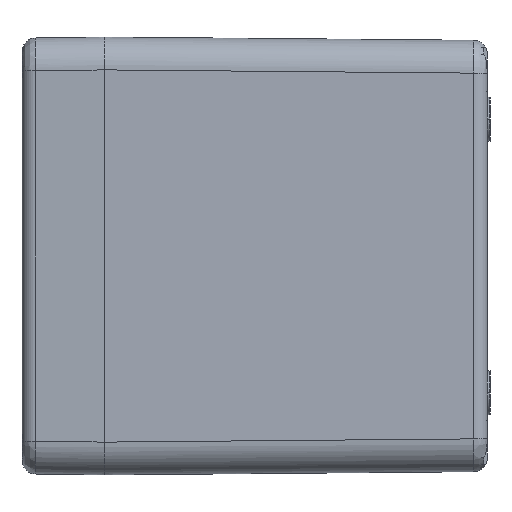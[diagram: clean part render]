
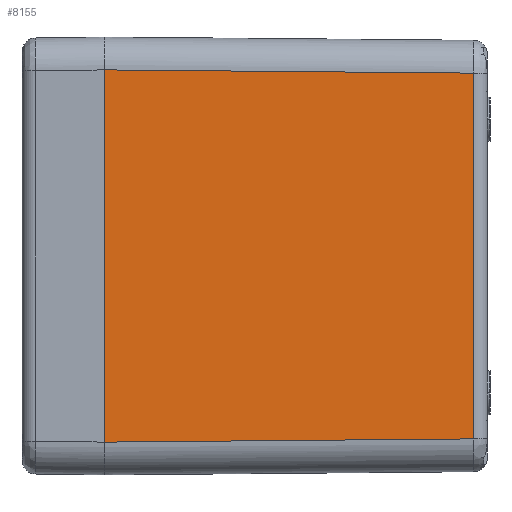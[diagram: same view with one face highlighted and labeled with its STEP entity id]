
A CAD part, left-side view. The second image highlights one B-rep face of the part: STEP entity #8155.
In plain terms, the highlighted planar face has unit normal (-1, -0.009, 0).
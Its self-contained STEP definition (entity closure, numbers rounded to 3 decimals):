
#49=CARTESIAN_POINT('',(-60.,70.,-34.));
#98=CARTESIAN_POINT('',(-60.,70.,34.));
#109=DIRECTION('',(0.,0.,-1.));
#110=VECTOR('',#109,68.);
#111=CARTESIAN_POINT('',(-60.,70.,34.));
#112=LINE('',#111,#110);
#1103=DIRECTION('',(0.,0.,-1.));
#1104=VECTOR('',#1103,66.822);
#1105=CARTESIAN_POINT('',(-59.411,2.478,33.411));
#1106=LINE('',#1105,#1104);
#1110=DIRECTION('',(0.009,-1.,0.009));
#1111=VECTOR('',#1110,67.527);
#1112=CARTESIAN_POINT('',(-60.,70.,-34.));
#1113=LINE('',#1112,#1111);
#1117=DIRECTION('',(0.009,-1.,-0.009));
#1118=VECTOR('',#1117,67.527);
#1119=CARTESIAN_POINT('',(-60.,70.,34.));
#1120=LINE('',#1119,#1118);
#1133=CARTESIAN_POINT('',(-59.411,2.478,33.411));
#6851=VERTEX_POINT('',#49);
#6856=VERTEX_POINT('',#98);
#7553=VERTEX_POINT('',#1133);
#7554=CARTESIAN_POINT('',(-59.411,2.478,
-33.411));
#7555=VERTEX_POINT('',#7554);
#8143=CARTESIAN_POINT('',(-60.,70.,-42.924));
#8144=DIRECTION('',(-1.,-0.009,0.));
#8145=DIRECTION('',(0.,0.,-1.));
#8146=AXIS2_PLACEMENT_3D('',#8143,#8144,#8145);
#8147=PLANE('',#8146);
#8148=ORIENTED_EDGE('',*,*,#8132,.T.);
#8149=ORIENTED_EDGE('',*,*,#7756,.F.);
#8150=ORIENTED_EDGE('',*,*,#7595,.F.);
#8152=ORIENTED_EDGE('',*,*,#8151,.T.);
#8153=EDGE_LOOP('',(#8148,#8149,#8150,#8152));
#8154=FACE_OUTER_BOUND('',#8153,.F.);
#8155=ADVANCED_FACE('',(#8154),#8147,.T.);
#7595=EDGE_CURVE('',#6856,#6851,#112,.T.);
#7756=EDGE_CURVE('',#6851,#7555,#1113,.T.);
#8132=EDGE_CURVE('',#7553,#7555,#1106,.T.);
#8151=EDGE_CURVE('',#6856,#7553,#1120,.T.);
